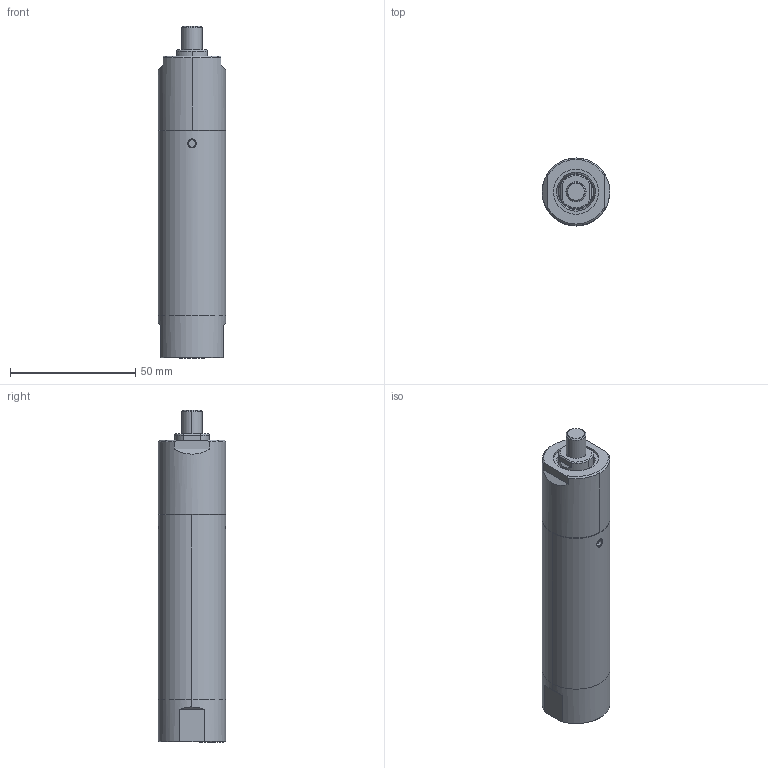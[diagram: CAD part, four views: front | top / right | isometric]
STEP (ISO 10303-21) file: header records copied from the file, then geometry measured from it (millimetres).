
FILE_DESCRIPTION((''),'2;1');
FILE_NAME('LZB14_L_A_2_12_ASM','2015-10-07T',('Toodeo'),(''),'CREO PARAMETRIC BY PTC INC, 2015080','CREO PARAMETRIC BY PTC INC, 2015080','');
FILE_SCHEMA(('CONFIG_CONTROL_DESIGN','GEOMETRIC_VALIDATION_PROPERTIES_MIM'));
Length unit declared in the file: millimetre
Products named in the file (9): 4430078300; 4430078800; 4430078880_ASM; 4210052800; 4430078700; 0666810026; 4430078782_ASM; 4430078600; LZB14_L_A_2_12_ASM
Assembly tree (8 placements, depth 4):
  LZB14_L_A_2_12_ASM
    4430078300
    4430078782_ASM
      4430078880_ASM
        4430078800
      4210052800
      4430078700
      0666810026
    4430078600
Bounding box: 27 x 27 x 132.6 mm (x, y, z)
Volume: 31869.6 mm3; surface area: 27741.6 mm2
Topology: 6 solids, 10 shells, 272 faces, 667 edges, 421 vertices
Faces by surface type: cylinder 99, plane 97, cone 62, torus 14
Entity records: 10846 total; most frequent: CARTESIAN_POINT 1605, DIRECTION 1528, ORIENTED_EDGE 1292, PRESENTATION_STYLE_ASSIGNMENT 667, STYLED_ITEM 667, CURVE_STYLE 657, EDGE_CURVE 657, AXIS2_PLACEMENT_3D 604
